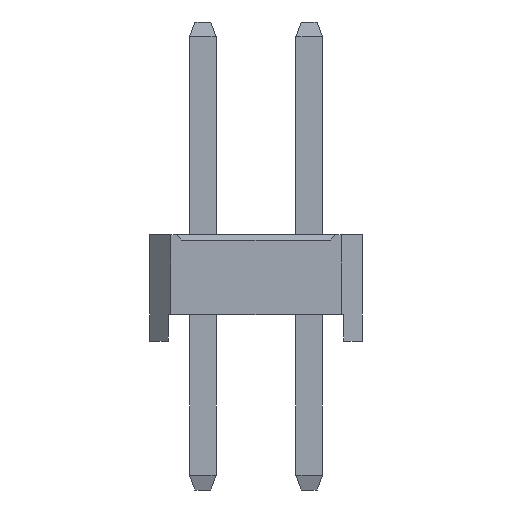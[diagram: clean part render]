
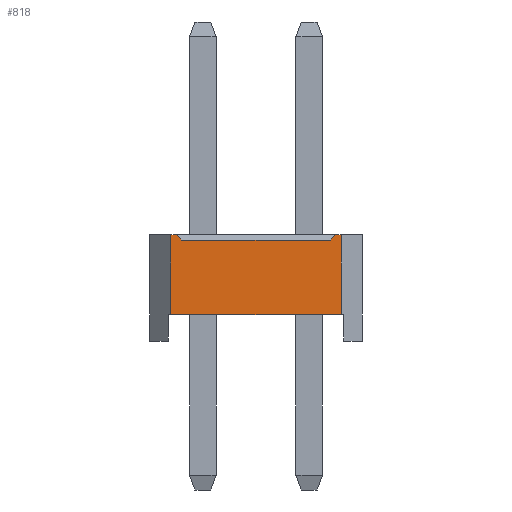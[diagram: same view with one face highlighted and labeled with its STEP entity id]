
A CAD part, left-side view. The second image highlights one B-rep face of the part: STEP entity #818.
In plain terms, the highlighted planar face has unit normal (-1, 0, 0).
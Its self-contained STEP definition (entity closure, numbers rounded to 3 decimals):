
#818=ADVANCED_FACE('',(#3460),#3462,.T.);
#3460=FACE_BOUND('',#3461,.T.);
#3461=EDGE_LOOP('',(#5543,#5544,#5545,#5546,#5547,#5548,#5549,#5550));
#3462=PLANE('',#3463);
#3463=AXIS2_PLACEMENT_3D('',#3464,#3465,#3466);
#3464=CARTESIAN_POINT('',(-1.,2.6,0.));
#3465=DIRECTION('',(-1.,0.,0.));
#3466=DIRECTION('',(0.,-1.,0.));
#5543=ORIENTED_EDGE('',*,*,#6834,.F.);
#5544=ORIENTED_EDGE('',*,*,#6835,.T.);
#5545=ORIENTED_EDGE('',*,*,#6836,.F.);
#5546=ORIENTED_EDGE('',*,*,#6571,.F.);
#5547=ORIENTED_EDGE('',*,*,#6837,.F.);
#5548=ORIENTED_EDGE('',*,*,#6468,.T.);
#5549=ORIENTED_EDGE('',*,*,#6833,.T.);
#5550=ORIENTED_EDGE('',*,*,#6575,.F.);
#6468=EDGE_CURVE('',#7201,#7199,#7202,.T.);
#6571=EDGE_CURVE('',#7405,#7407,#7408,.T.);
#6575=EDGE_CURVE('',#7413,#7415,#7416,.T.);
#6833=EDGE_CURVE('',#7199,#7415,#7846,.T.);
#6834=EDGE_CURVE('',#7847,#7413,#7848,.F.);
#6835=EDGE_CURVE('',#7847,#7849,#7850,.T.);
#6836=EDGE_CURVE('',#7407,#7849,#7851,.F.);
#6837=EDGE_CURVE('',#7201,#7405,#7852,.T.);
#7199=VERTEX_POINT('',#8386);
#7201=VERTEX_POINT('',#8390);
#7202=LINE('',#8391,#8392);
#7405=VERTEX_POINT('',#8798);
#7407=VERTEX_POINT('',#8802);
#7408=LINE('',#8803,#8804);
#7413=VERTEX_POINT('',#8814);
#7415=VERTEX_POINT('',#8818);
#7416=LINE('',#8819,#8820);
#7846=LINE('',#9765,#9766);
#7847=VERTEX_POINT('',#9768);
#7848=LINE('',#9769,#9770);
#7849=VERTEX_POINT('',#9772);
#7850=LINE('',#9773,#9774);
#7851=LINE('',#9776,#9777);
#7852=LINE('',#9779,#9780);
#8386=CARTESIAN_POINT('',(-1.,-0.6,0.5));
#8390=CARTESIAN_POINT('',(-1.,2.6,0.5));
#8391=CARTESIAN_POINT('',(-1.,2.6,0.5));
#8392=VECTOR('',#8393,1.);
#8393=DIRECTION('',(0.,-1.,0.));
#8798=CARTESIAN_POINT('',(-1.,2.6,2.));
#8802=CARTESIAN_POINT('',(-1.,2.5,2.));
#8803=CARTESIAN_POINT('',(-1.,2.6,2.));
#8804=VECTOR('',#8805,1.);
#8805=DIRECTION('',(0.,-1.,0.));
#8814=CARTESIAN_POINT('',(-1.,-0.5,2.));
#8818=CARTESIAN_POINT('',(-1.,-0.6,2.));
#8819=CARTESIAN_POINT('',(-1.,-0.5,2.));
#8820=VECTOR('',#8821,1.);
#8821=DIRECTION('',(0.,-1.,0.));
#9765=CARTESIAN_POINT('',(-1.,-0.6,0.5));
#9766=VECTOR('',#9767,1.);
#9767=DIRECTION('',(0.,0.,1.));
#9768=CARTESIAN_POINT('',(-1.,-0.4,1.9));
#9769=CARTESIAN_POINT('',(-1.,-0.5,2.));
#9770=VECTOR('',#9771,1.);
#9771=DIRECTION('',(0.,0.707,-0.707));
#9772=CARTESIAN_POINT('',(-1.,2.4,1.9));
#9773=CARTESIAN_POINT('',(-1.,-0.4,1.9));
#9774=VECTOR('',#9775,1.);
#9775=DIRECTION('',(0.,1.,0.));
#9776=CARTESIAN_POINT('',(-1.,2.4,1.9));
#9777=VECTOR('',#9778,1.);
#9778=DIRECTION('',(0.,0.707,0.707));
#9779=CARTESIAN_POINT('',(-1.,2.6,0.5));
#9780=VECTOR('',#9781,1.);
#9781=DIRECTION('',(0.,0.,1.));
